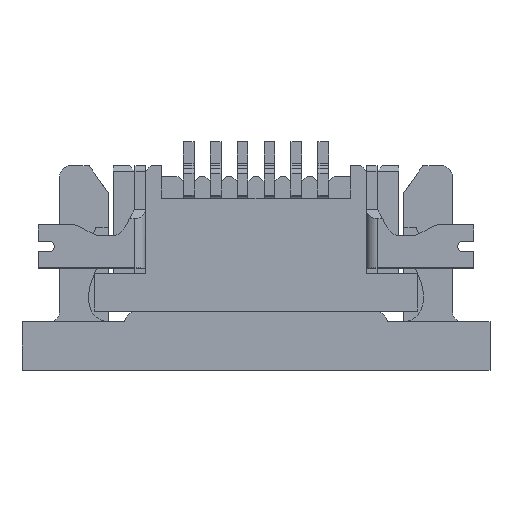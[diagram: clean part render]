
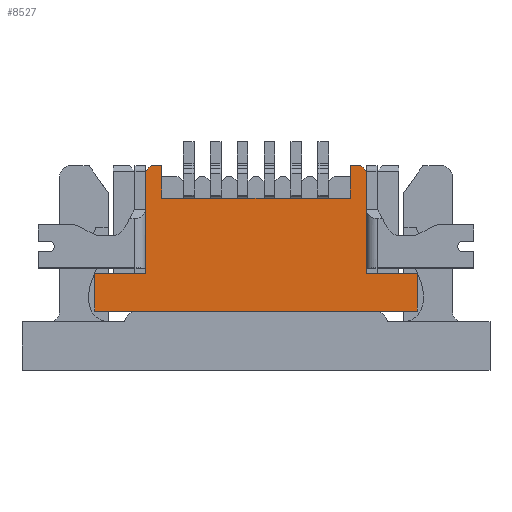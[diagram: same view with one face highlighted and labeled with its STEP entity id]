
A CAD part, top view. The second image highlights one B-rep face of the part: STEP entity #8527.
In plain terms, the highlighted planar face has unit normal (0, 0, 1).
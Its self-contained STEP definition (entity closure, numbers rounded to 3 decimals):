
#457=ORIENTED_EDGE('',*,*,#3041,.T.);
#458=ORIENTED_EDGE('',*,*,#3042,.T.);
#459=ORIENTED_EDGE('',*,*,#3043,.T.);
#460=ORIENTED_EDGE('',*,*,#3044,.T.);
#461=ORIENTED_EDGE('',*,*,#3045,.T.);
#462=ORIENTED_EDGE('',*,*,#3046,.F.);
#463=ORIENTED_EDGE('',*,*,#3047,.F.);
#464=ORIENTED_EDGE('',*,*,#3048,.T.);
#465=ORIENTED_EDGE('',*,*,#3049,.T.);
#466=ORIENTED_EDGE('',*,*,#3050,.T.);
#467=ORIENTED_EDGE('',*,*,#3051,.F.);
#468=ORIENTED_EDGE('',*,*,#3052,.F.);
#469=ORIENTED_EDGE('',*,*,#3053,.T.);
#470=ORIENTED_EDGE('',*,*,#3054,.T.);
#3041=EDGE_CURVE('',#4330,#4331,#5168,.T.);
#3042=EDGE_CURVE('',#4331,#4332,#5169,.T.);
#3043=EDGE_CURVE('',#4332,#4333,#5170,.T.);
#3044=EDGE_CURVE('',#4333,#4334,#5171,.T.);
#3045=EDGE_CURVE('',#4334,#4335,#5172,.T.);
#3046=EDGE_CURVE('',#4336,#4335,#5173,.T.);
#3047=EDGE_CURVE('',#4337,#4336,#5174,.T.);
#3048=EDGE_CURVE('',#4337,#4338,#5175,.T.);
#3049=EDGE_CURVE('',#4338,#4339,#5176,.T.);
#3050=EDGE_CURVE('',#4339,#4340,#5177,.T.);
#3051=EDGE_CURVE('',#4341,#4340,#5178,.T.);
#3052=EDGE_CURVE('',#4342,#4341,#5179,.T.);
#3053=EDGE_CURVE('',#4342,#4343,#5180,.T.);
#3054=EDGE_CURVE('',#4343,#4330,#5181,.T.);
#4330=VERTEX_POINT('',#12220);
#4331=VERTEX_POINT('',#12221);
#4332=VERTEX_POINT('',#12223);
#4333=VERTEX_POINT('',#12225);
#4334=VERTEX_POINT('',#12227);
#4335=VERTEX_POINT('',#12229);
#4336=VERTEX_POINT('',#12231);
#4337=VERTEX_POINT('',#12233);
#4338=VERTEX_POINT('',#12235);
#4339=VERTEX_POINT('',#12237);
#4340=VERTEX_POINT('',#12239);
#4341=VERTEX_POINT('',#12241);
#4342=VERTEX_POINT('',#12243);
#4343=VERTEX_POINT('',#12245);
#5168=LINE('',#12219,#6263);
#5169=LINE('',#12222,#6264);
#5170=LINE('',#12224,#6265);
#5171=LINE('',#12226,#6266);
#5172=LINE('',#12228,#6267);
#5173=LINE('',#12230,#6268);
#5174=LINE('',#12232,#6269);
#5175=LINE('',#12234,#6270);
#5176=LINE('',#12236,#6271);
#5177=LINE('',#12238,#6272);
#5178=LINE('',#12240,#6273);
#5179=LINE('',#12242,#6274);
#5180=LINE('',#12244,#6275);
#5181=LINE('',#12246,#6276);
#6263=VECTOR('',#9790,1000.);
#6264=VECTOR('',#9791,1000.);
#6265=VECTOR('',#9792,1000.);
#6266=VECTOR('',#9793,1000.);
#6267=VECTOR('',#9794,1000.);
#6268=VECTOR('',#9795,1000.);
#6269=VECTOR('',#9796,1000.);
#6270=VECTOR('',#9797,1000.);
#6271=VECTOR('',#9798,1000.);
#6272=VECTOR('',#9799,1000.);
#6273=VECTOR('',#9800,1000.);
#6274=VECTOR('',#9801,1000.);
#6275=VECTOR('',#9802,1000.);
#6276=VECTOR('',#9803,1000.);
#7304=EDGE_LOOP('',(#457,#458,#459,#460,#461,#462,#463,#464,#465,#466,#467,
#468,#469,#470));
#7745=FACE_BOUND('',#7304,.T.);
#8180=PLANE('',#9039);
#8527=ADVANCED_FACE('',(#7745),#8180,.T.);
#9039=AXIS2_PLACEMENT_3D('',#12218,#9788,#9789);
#9788=DIRECTION('',(0.,0.,1.));
#9789=DIRECTION('',(1.,0.,0.));
#9790=DIRECTION('',(0.,-1.,0.));
#9791=DIRECTION('',(-1.,0.,0.));
#9792=DIRECTION('',(0.,1.,0.));
#9793=DIRECTION('',(-1.,0.,0.));
#9794=DIRECTION('',(-0.707,-0.707,0.));
#9795=DIRECTION('',(0.,1.,0.));
#9796=DIRECTION('',(1.,0.,0.));
#9797=DIRECTION('',(0.,-1.,0.));
#9798=DIRECTION('',(1.,0.,0.));
#9799=DIRECTION('',(0.,1.,0.));
#9800=DIRECTION('',(1.,0.,0.));
#9801=DIRECTION('',(0.,-1.,0.));
#9802=DIRECTION('',(-0.707,0.707,0.));
#9803=DIRECTION('',(-1.,0.,0.));
#12218=CARTESIAN_POINT('',(0.,0.,0.6));
#12219=CARTESIAN_POINT('',(1.75,1.35,0.6));
#12220=CARTESIAN_POINT('',(1.75,1.35,0.6));
#12221=CARTESIAN_POINT('',(1.75,0.75,0.6));
#12222=CARTESIAN_POINT('',(-1.15,0.75,0.6));
#12223=CARTESIAN_POINT('',(-1.75,0.75,0.6));
#12224=CARTESIAN_POINT('',(-1.75,1.15,0.6));
#12225=CARTESIAN_POINT('',(-1.75,1.35,0.6));
#12226=CARTESIAN_POINT('',(3.,1.35,0.6));
#12227=CARTESIAN_POINT('',(-1.95,1.35,0.6));
#12228=CARTESIAN_POINT('',(-1.65,1.65,0.6));
#12229=CARTESIAN_POINT('',(-2.05,1.25,0.6));
#12230=CARTESIAN_POINT('',(-2.05,-0.65,0.6));
#12231=CARTESIAN_POINT('',(-2.05,-0.65,0.6));
#12232=CARTESIAN_POINT('',(-3.,-0.65,0.6));
#12233=CARTESIAN_POINT('',(-3.,-0.65,0.6));
#12234=CARTESIAN_POINT('',(-3.,1.35,0.6));
#12235=CARTESIAN_POINT('',(-3.,-1.35,0.6));
#12236=CARTESIAN_POINT('',(-3.,-1.35,0.6));
#12237=CARTESIAN_POINT('',(3.,-1.35,0.6));
#12238=CARTESIAN_POINT('',(3.,-1.35,0.6));
#12239=CARTESIAN_POINT('',(3.,-0.65,0.6));
#12240=CARTESIAN_POINT('',(2.65,-0.65,0.6));
#12241=CARTESIAN_POINT('',(2.05,-0.65,0.6));
#12242=CARTESIAN_POINT('',(2.05,1.35,0.6));
#12243=CARTESIAN_POINT('',(2.05,1.25,0.6));
#12244=CARTESIAN_POINT('',(1.65,1.65,0.6));
#12245=CARTESIAN_POINT('',(1.95,1.35,0.6));
#12246=CARTESIAN_POINT('',(3.,1.35,0.6));
